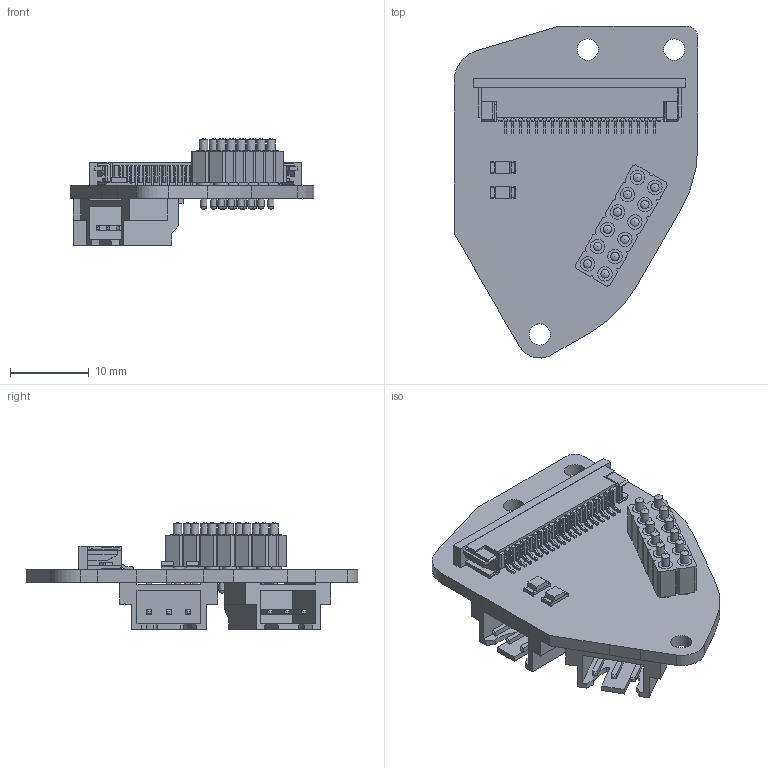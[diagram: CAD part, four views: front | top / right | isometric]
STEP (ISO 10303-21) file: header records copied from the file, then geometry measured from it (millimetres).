
FILE_DESCRIPTION(('FreeCAD Model'),'2;1');
FILE_NAME('Open CASCADE Shape Model','2021-01-12T22:25:30',('Author'),( ''),'Open CASCADE STEP processor 7.4','FreeCAD','Unknown');
FILE_SCHEMA(('AUTOMOTIVE_DESIGN { 1 0 10303 214 1 1 1 1 }'));
Length unit declared in the file: millimetre
Products named in the file (12): toolpost_board_only; Board_Geoms_be1; Local_CS_be1; Pcb_be1; PCB_Sketch_be1; Step_Models_be1; Top_be1; J14_813-S1-012-10-014_5FF84852; J11_ZF1-20-01-T-WT-TR001_5FFBF43E; D6_LED_1206_3216Metric_5FFBFFB6; Bot_be1; J12_JST-XH_SMT_1x3_5FFBF74F
Assembly tree (13 placements, depth 4):
  toolpost_board_only
    Board_Geoms_be1
      Local_CS_be1
      Pcb_be1
      PCB_Sketch_be1
    Step_Models_be1
      Top_be1
        J14_813-S1-012-10-014_5FF84852
        J11_ZF1-20-01-T-WT-TR001_5FFBF43E
        D6_LED_1206_3216Metric_5FFBFFB6  x2
      Bot_be1
        J12_JST-XH_SMT_1x3_5FFBF74F  x2
Bounding box: 31 x 42.26 x 13.6 mm (x, y, z)
Volume: 2842.4 mm3; surface area: 5774.3 mm2
Topology: 35 solids, 35 shells, 2203 faces, 6417 edges, 4194 vertices
Faces by surface type: plane 1582, cylinder 597, sphere 24
Full cylindrical faces by diameter (mm): 0.8 x12, 1 x12, 1.07 x12, 1.83 x12, 2.7 x3
Entity records: 70179 total; most frequent: CARTESIAN_POINT 12017, ORIENTED_EDGE 11972, DIRECTION 11387, EDGE_CURVE 5986, LINE 4751, VECTOR 4751, VERTEX_POINT 3904, AXIS2_PLACEMENT_3D 3318
